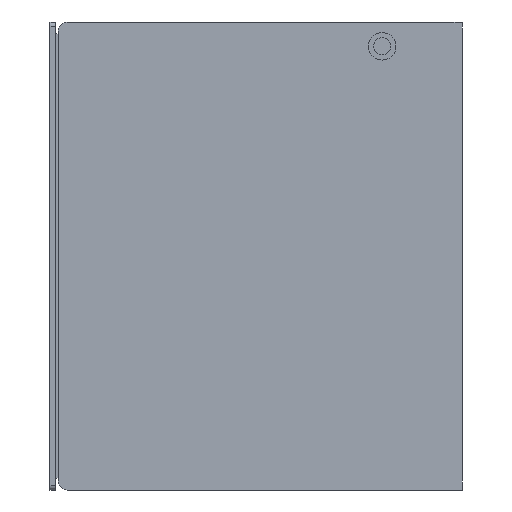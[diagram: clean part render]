
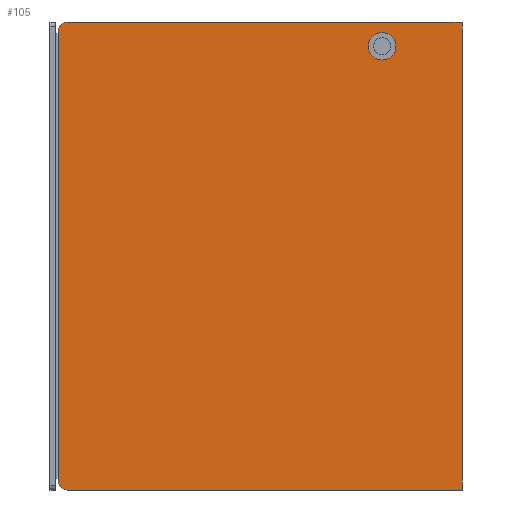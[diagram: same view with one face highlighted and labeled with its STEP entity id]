
A CAD part, left-side view. The second image highlights one B-rep face of the part: STEP entity #105.
In plain terms, the highlighted planar face has unit normal (-1, 0, 0).
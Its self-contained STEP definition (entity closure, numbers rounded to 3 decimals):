
#45 = EDGE_CURVE ( 'NONE', #775, #1144, #2188, .T. ) ;
#69 = VECTOR ( 'NONE', #485, 1000. ) ;
#74 = EDGE_CURVE ( 'NONE', #1291, #1144, #1087, .T. ) ;
#83 = VERTEX_POINT ( 'NONE', #599 ) ;
#100 = DIRECTION ( 'NONE',  ( -1., 0., 0. ) ) ;
#105 = ADVANCED_FACE ( 'NONE', ( #2297, #306 ), #570, .F. ) ;
#115 = CARTESIAN_POINT ( 'NONE',  ( -340., -19., -245. ) ) ;
#121 = EDGE_CURVE ( 'NONE', #1291, #276, #782, .T. ) ;
#134 = ORIENTED_EDGE ( 'NONE', *, *, #2107, .F. ) ;
#148 = DIRECTION ( 'NONE',  ( 0., 0., -1. ) ) ;
#150 = VERTEX_POINT ( 'NONE', #2059 ) ;
#177 = DIRECTION ( 'NONE',  ( 0., 0., -1. ) ) ;
#270 = ORIENTED_EDGE ( 'NONE', *, *, #45, .T. ) ;
#276 = VERTEX_POINT ( 'NONE', #2150 ) ;
#306 = FACE_OUTER_BOUND ( 'NONE', #1421, .T. ) ;
#471 = CARTESIAN_POINT ( 'NONE',  ( -340., -379., -255. ) ) ;
#485 = DIRECTION ( 'NONE',  ( 0., 1., 0. ) ) ;
#488 = CARTESIAN_POINT ( 'NONE',  ( -340., -9., 255. ) ) ;
#497 = ORIENTED_EDGE ( 'NONE', *, *, #2225, .T. ) ;
#558 = CARTESIAN_POINT ( 'NONE',  ( -340., -9., -245. ) ) ;
#564 = DIRECTION ( 'NONE',  ( -1., 0., 0. ) ) ;
#570 = PLANE ( 'NONE',  #1630 ) ;
#595 = DIRECTION ( 'NONE',  ( -1., 0., 0. ) ) ;
#599 = CARTESIAN_POINT ( 'NONE',  ( -340., -9., 245. ) ) ;
#602 = AXIS2_PLACEMENT_3D ( 'NONE', #1635, #564, #177 ) ;
#605 = CARTESIAN_POINT ( 'NONE',  ( -340., -19., -255. ) ) ;
#688 = CARTESIAN_POINT ( 'NONE',  ( -340., -19., 255. ) ) ;
#698 = ORIENTED_EDGE ( 'NONE', *, *, #1975, .T. ) ;
#724 = AXIS2_PLACEMENT_3D ( 'NONE', #115, #100, #148 ) ;
#732 = CARTESIAN_POINT ( 'NONE',  ( -340., -379., 255. ) ) ;
#775 = VERTEX_POINT ( 'NONE', #558 ) ;
#782 = LINE ( 'NONE', #1012, #1990 ) ;
#809 = DIRECTION ( 'NONE',  ( 1., 0., 0. ) ) ;
#825 = DIRECTION ( 'NONE',  ( 0., 0., 1. ) ) ;
#870 = CIRCLE ( 'NONE', #1625, 10. ) ;
#873 = DIRECTION ( 'NONE',  ( 0., 1., 0. ) ) ;
#902 = DIRECTION ( 'NONE',  ( 0., 0., -1. ) ) ;
#955 = VECTOR ( 'NONE', #873, 1000. ) ;
#960 = ORIENTED_EDGE ( 'NONE', *, *, #74, .F. ) ;
#983 = LINE ( 'NONE', #1936, #955 ) ;
#1012 = CARTESIAN_POINT ( 'NONE',  ( -340., -449., -335.623 ) ) ;
#1087 = LINE ( 'NONE', #471, #69 ) ;
#1144 = VERTEX_POINT ( 'NONE', #605 ) ;
#1291 = VERTEX_POINT ( 'NONE', #2159 ) ;
#1351 = CIRCLE ( 'NONE', #602, 15. ) ;
#1359 = DIRECTION ( 'NONE',  ( 0., 0., -1. ) ) ;
#1360 = EDGE_LOOP ( 'NONE', ( #134 ) ) ;
#1421 = EDGE_LOOP ( 'NONE', ( #497, #2377, #698, #270, #960, #2126 ) ) ;
#1582 = VECTOR ( 'NONE', #2370, 1000. ) ;
#1625 = AXIS2_PLACEMENT_3D ( 'NONE', #2223, #595, #1359 ) ;
#1630 = AXIS2_PLACEMENT_3D ( 'NONE', #732, #809, #902 ) ;
#1635 = CARTESIAN_POINT ( 'NONE',  ( -340., -362., 228.5 ) ) ;
#1643 = LINE ( 'NONE', #488, #1582 ) ;
#1936 = CARTESIAN_POINT ( 'NONE',  ( -340., -379., 255. ) ) ;
#1975 = EDGE_CURVE ( 'NONE', #83, #775, #1643, .T. ) ;
#1990 = VECTOR ( 'NONE', #825, 1000. ) ;
#2059 = CARTESIAN_POINT ( 'NONE',  ( -340., -362., 213.5 ) ) ;
#2107 = EDGE_CURVE ( 'NONE', #150, #150, #1351, .T. ) ;
#2126 = ORIENTED_EDGE ( 'NONE', *, *, #121, .T. ) ;
#2150 = CARTESIAN_POINT ( 'NONE',  ( -340., -449., 255. ) ) ;
#2159 = CARTESIAN_POINT ( 'NONE',  ( -340., -449., -255. ) ) ;
#2188 = CIRCLE ( 'NONE', #724, 10. ) ;
#2223 = CARTESIAN_POINT ( 'NONE',  ( -340., -19., 245. ) ) ;
#2225 = EDGE_CURVE ( 'NONE', #276, #2372, #983, .T. ) ;
#2296 = EDGE_CURVE ( 'NONE', #2372, #83, #870, .T. ) ;
#2297 = FACE_BOUND ( 'NONE', #1360, .T. ) ;
#2370 = DIRECTION ( 'NONE',  ( 0., 0., -1. ) ) ;
#2372 = VERTEX_POINT ( 'NONE', #688 ) ;
#2377 = ORIENTED_EDGE ( 'NONE', *, *, #2296, .T. ) ;
